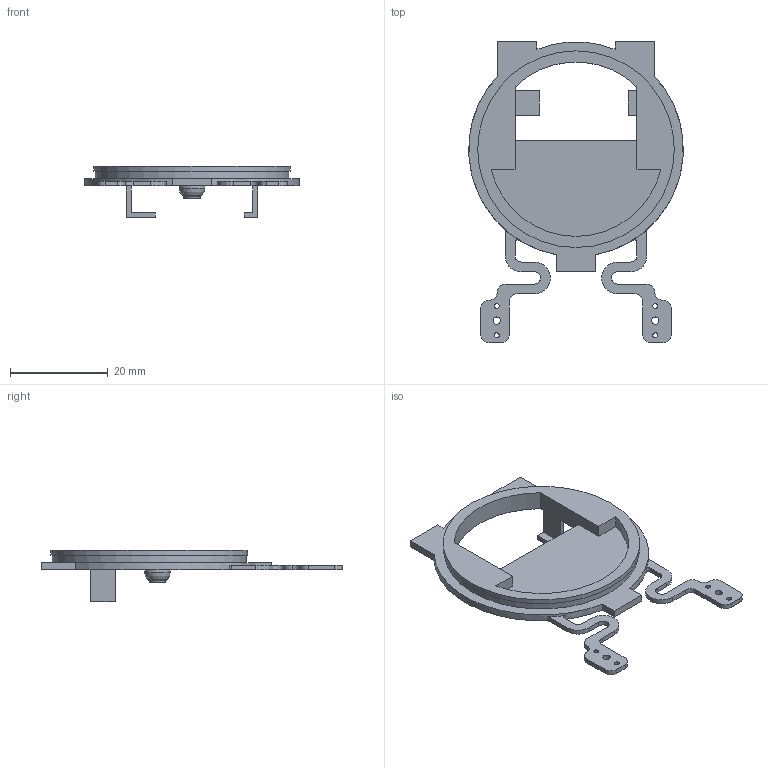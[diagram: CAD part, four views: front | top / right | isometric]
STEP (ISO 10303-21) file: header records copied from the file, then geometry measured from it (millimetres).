
FILE_DESCRIPTION(/* description */ (''),/* implementation_level */ '2;1');
FILE_NAME(/* name */ 'vivetouchpad.stp',/* time_stamp */ '2021-03-30T21:54:31-04:00',/* author */ ('Ian'),/* organization */ (''),/* preprocessor_version */ 'ST-DEVELOPER v17.2',/* originating_system */ 'Autodesk Inventor 2019',/* authorisation */ '');
FILE_SCHEMA (('AUTOMOTIVE_DESIGN { 1 0 10303 214 3 1 1 }'));
Length unit declared in the file: millimetre
Products named in the file (1): vivetouchpad
Bounding box: 43.96 x 61.73 x 10.5 mm (x, y, z)
Volume: 3185.9 mm3; surface area: 4361.1 mm2
Topology: 1 solids, 1 shells, 95 faces, 268 edges, 179 vertices
Faces by surface type: plane 53, cylinder 39, torus 1, cone 1, bspline 1
Full cylindrical faces by diameter (mm): 1 x4, 1.5 x2, 2.7 x1, 5.25 x1, 39.75 x1, 40.3 x1
Entity records: 3192 total; most frequent: CARTESIAN_POINT 569, DIRECTION 549, ORIENTED_EDGE 536, EDGE_CURVE 268, AXIS2_PLACEMENT_3D 186, VERTEX_POINT 179, LINE 177, VECTOR 177
